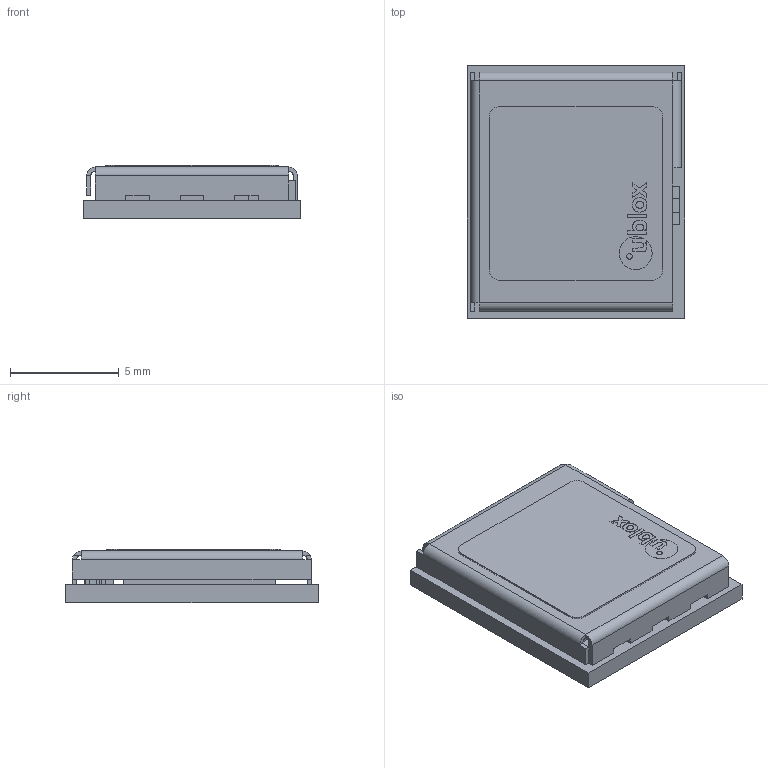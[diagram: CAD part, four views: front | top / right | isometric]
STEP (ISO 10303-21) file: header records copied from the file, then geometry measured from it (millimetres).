
FILE_DESCRIPTION(('Open CASCADE Model'),'2;1');
FILE_NAME('Open CASCADE Shape Model','2023-08-10T11:28:11',('Author'),( 'Open CASCADE'),'Open CASCADE STEP processor 7.5','Open CASCADE 7.5' ,'Unknown');
FILE_SCHEMA(('AUTOMOTIVE_DESIGN { 1 0 10303 214 1 1 1 1 }'));
Length unit declared in the file: millimetre
Products named in the file (54): PCB; Board; Open CASCADE STEP translator 7.5 1.1.1; C8; 2890441655168; Extruded; 2890441655008; C11; C15; 2890441651728; 2890441651568; C17; 2890441654688; C23; L1; 2890441648288; 2890441648128; 2890441647968; L2; R1; 2890441647568; 2890441647328; U1; 2890441655968; 2890441655728; Cylinder; X1; 2890441656128; L3; 2890441647168; 2890441646928; E1; label_with_logo_8x8; label_8x8; logo_full_4mm; logo_x_4mm; logo_o_4mm; logo_l_4mm; logo_b_4mm; logo_u_4mm ...
Assembly tree (68 placements, depth 5):
  PCB
    Board
      Open CASCADE STEP translator 7.5 1.1.1
    C8
      2890441655168
        Extruded
      2890441655008  x2
        Extruded
    C11
      2890441655168
        Extruded
      2890441655008  x2
        Extruded
    C15
      2890441651728
        Extruded
      2890441651568  x2
        Extruded
    C17
      2890441655168
        Extruded
      2890441654688  x2
        Extruded
    C23
      2890441655168
        Extruded
      2890441655008  x2
        Extruded
    L1
      2890441648288
        Extruded
      2890441648128
        Extruded
      2890441647968
        Extruded
    L2
      2890441647968
        Extruded
      2890441648128
        Extruded
      2890441648288
        Extruded
    R1
      2890441647568  x2
        Extruded
      2890441647328
        Extruded
    U1
      2890441655968
        Extruded
      2890441655728
        Cylinder
    X1
      2890441656128
        Extruded
    L3
      2890441647168  x2
        Extruded
      2890441646928
        Extruded
Bounding box: 10 x 11.6 x 2.46 mm (x, y, z)
Volume: 175.4 mm3; surface area: 845.2 mm2
Topology: 38 solids, 38 shells, 387 faces, 899 edges, 588 vertices
Faces by surface type: plane 318, bspline 55, cylinder 14
Full cylindrical faces by diameter (mm): 0.6 x1, 0.8 x1
Entity records: 10091 total; most frequent: CARTESIAN_POINT 2268, ORIENTED_EDGE 1438, DIRECTION 1263, EDGE_CURVE 719, LINE 577, VECTOR 577, VERTEX_POINT 468, AXIS2_PLACEMENT_3D 343
